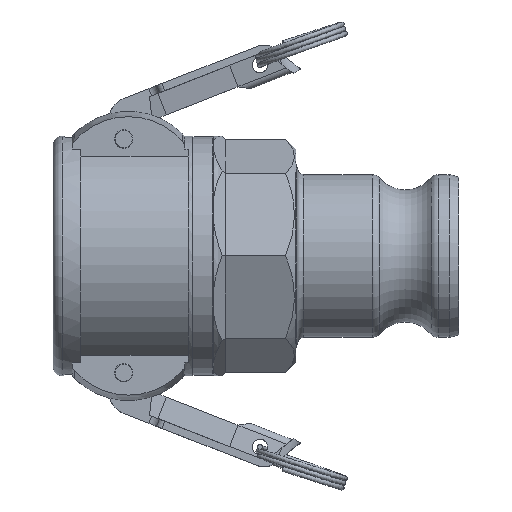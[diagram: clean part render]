
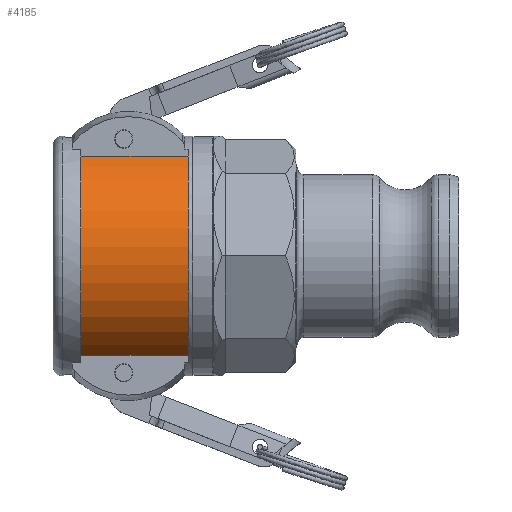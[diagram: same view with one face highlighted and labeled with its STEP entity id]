
A CAD part, top view. The second image highlights one B-rep face of the part: STEP entity #4185.
In plain terms, the highlighted cylindrical face has radius 37 mm (diameter 74 mm), a partial arc.
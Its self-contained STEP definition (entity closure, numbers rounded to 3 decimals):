
#114=CYLINDRICAL_SURFACE('',#4565,37.);
#310=LINE('',#8498,#581);
#320=LINE('',#8521,#591);
#581=VECTOR('',#5390,10.);
#591=VECTOR('',#5410,10.);
#994=FACE_OUTER_BOUND('',#1224,.T.);
#1224=EDGE_LOOP('',(#3383,#3384,#3385,#3386));
#1417=CIRCLE('',#4564,37.);
#1418=CIRCLE('',#4566,37.);
#1847=VERTEX_POINT('',#8495);
#1848=VERTEX_POINT('',#8497);
#1855=VERTEX_POINT('',#8518);
#1856=VERTEX_POINT('',#8520);
#2373=EDGE_CURVE('',#1848,#1847,#310,.T.);
#2384=EDGE_CURVE('',#1856,#1855,#320,.T.);
#2404=EDGE_CURVE('',#1848,#1855,#1417,.T.);
#2405=EDGE_CURVE('',#1847,#1856,#1418,.T.);
#3383=ORIENTED_EDGE('',*,*,#2373,.T.);
#3384=ORIENTED_EDGE('',*,*,#2405,.T.);
#3385=ORIENTED_EDGE('',*,*,#2384,.T.);
#3386=ORIENTED_EDGE('',*,*,#2404,.F.);
#4185=ADVANCED_FACE('',(#994),#114,.T.);
#4564=AXIS2_PLACEMENT_3D('',#8558,#5458,#5459);
#4565=AXIS2_PLACEMENT_3D('',#8559,#5460,#5461);
#4566=AXIS2_PLACEMENT_3D('',#8560,#5462,#5463);
#5390=DIRECTION('',(1.,0.,0.));
#5410=DIRECTION('',(-1.,0.,0.));
#5458=DIRECTION('center_axis',(-1.,0.,0.));
#5459=DIRECTION('ref_axis',(0.,-1.,0.));
#5460=DIRECTION('center_axis',(-1.,0.,0.));
#5461=DIRECTION('ref_axis',(0.,-1.,0.));
#5462=DIRECTION('center_axis',(-1.,0.,0.));
#5463=DIRECTION('ref_axis',(0.,-1.,0.));
#8495=CARTESIAN_POINT('',(44.,-32.326,18.));
#8497=CARTESIAN_POINT('',(9.,-32.326,18.));
#8498=CARTESIAN_POINT('',(26.5,-32.326,18.));
#8518=CARTESIAN_POINT('',(9.,32.326,18.));
#8520=CARTESIAN_POINT('',(44.,32.326,18.));
#8521=CARTESIAN_POINT('',(26.5,32.326,18.));
#8558=CARTESIAN_POINT('Origin',(9.,0.,0.));
#8559=CARTESIAN_POINT('Origin',(26.5,0.,0.));
#8560=CARTESIAN_POINT('Origin',(44.,0.,0.));
